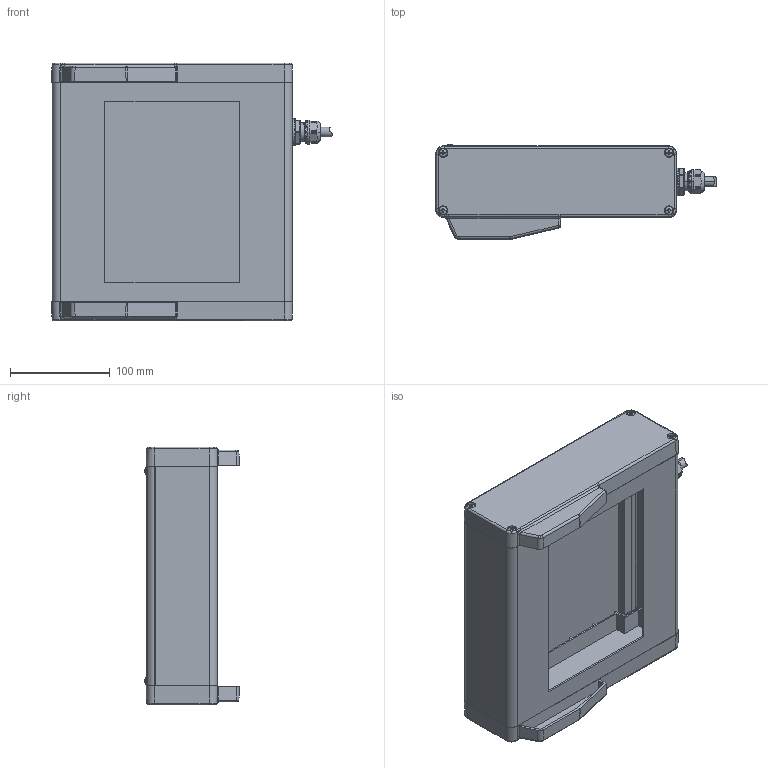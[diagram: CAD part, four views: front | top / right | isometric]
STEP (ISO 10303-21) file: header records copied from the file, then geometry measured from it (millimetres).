
FILE_DESCRIPTION (( 'STEP AP203' ), '1' );
FILE_NAME ('N2C-B706-STP.step', '2025-06-25T05:32:06', ( '' ), ( '' ), 'SwSTEP 2.0', 'SolidWorks 2020', '' );
FILE_SCHEMA (( 'CONFIG_CONTROL_DESIGN' ));
Length unit declared in the file: millimetre
Products named in the file (7): N2C-B706-STP; OA-W1611_ASSY_003F; PANEL_KETSUGO; OA-W1611; NUT; HONTAI_KETSUGO
Assembly tree (6 placements, depth 4):
  N2C-B706-STP
    HONTAI_KETSUGO
    PANEL_KETSUGO
    OA-W1611_ASSY_003F
      OA-W1611
        OA-W1611
      NUT
Bounding box: 280.86 x 94.56 x 258 mm (x, y, z)
Volume: 528789.8 mm3; surface area: 420107.5 mm2
Topology: 5 solids, 5 shells, 1071 faces, 2888 edges, 1848 vertices
Faces by surface type: plane 574, cylinder 243, bspline 127, cone 107, sphere 20
Entity records: 40078 total; most frequent: CARTESIAN_POINT 13505, ORIENTED_EDGE 5772, DIRECTION 5022, EDGE_CURVE 2886, VERTEX_POINT 1848, AXIS2_PLACEMENT_3D 1704, LINE 1614, VECTOR 1614
